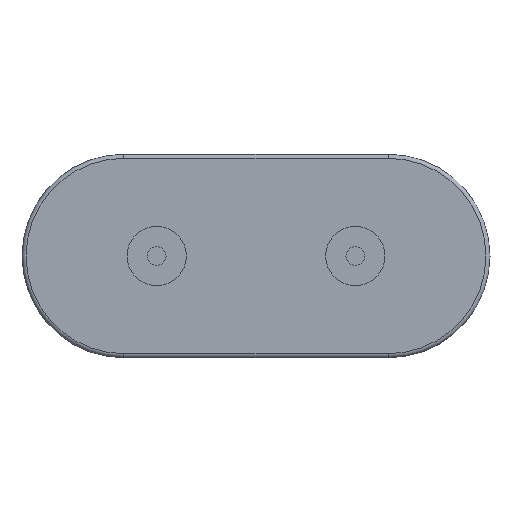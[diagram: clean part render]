
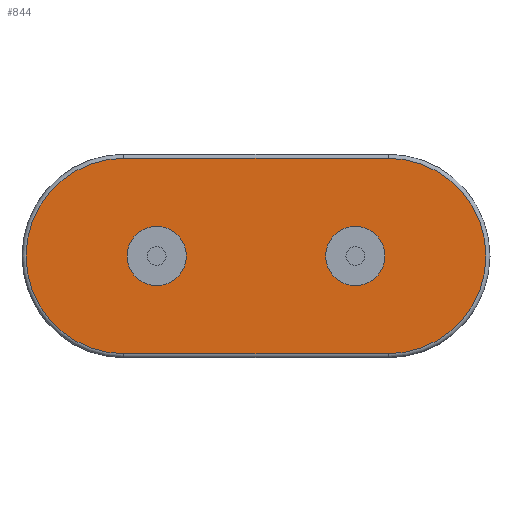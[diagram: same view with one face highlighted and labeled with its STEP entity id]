
A CAD part, front view. The second image highlights one B-rep face of the part: STEP entity #844.
In plain terms, the highlighted planar face has unit normal (0, -1, 0).
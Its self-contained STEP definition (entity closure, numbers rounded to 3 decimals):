
#44 = CARTESIAN_POINT ( 'NONE',  ( 3.25, 0., 0. ) ) ;
#134 = ORIENTED_EDGE ( 'NONE', *, *, #1566, .T. ) ;
#169 = CARTESIAN_POINT ( 'NONE',  ( 3.25, 0., -2.4 ) ) ;
#193 = VERTEX_POINT ( 'NONE', #2480 ) ;
#290 = EDGE_LOOP ( 'NONE', ( #1371, #134, #987, #414 ) ) ;
#399 = DIRECTION ( 'NONE',  ( 1., 0., 0. ) ) ;
#414 = ORIENTED_EDGE ( 'NONE', *, *, #1135, .T. ) ;
#427 = AXIS2_PLACEMENT_3D ( 'NONE', #515, #2040, #758 ) ;
#429 = PLANE ( 'NONE',  #2775 ) ;
#515 = CARTESIAN_POINT ( 'NONE',  ( -3.25, 0., 0. ) ) ;
#582 = EDGE_CURVE ( 'NONE', #671, #2746, #2488, .T. ) ;
#671 = VERTEX_POINT ( 'NONE', #169 ) ;
#758 = DIRECTION ( 'NONE',  ( 0., 0., 1. ) ) ;
#767 = CARTESIAN_POINT ( 'NONE',  ( -3.25, 0., 2.4 ) ) ;
#844 = ADVANCED_FACE ( 'NONE', ( #2672 ), #429, .F. ) ;
#868 = DIRECTION ( 'NONE',  ( 0., 0., 1. ) ) ;
#926 = LINE ( 'NONE', #2085, #1111 ) ;
#987 = ORIENTED_EDGE ( 'NONE', *, *, #2701, .T. ) ;
#1031 = DIRECTION ( 'NONE',  ( -1., 0., 0. ) ) ;
#1074 = CIRCLE ( 'NONE', #427, 2.4 ) ;
#1111 = VECTOR ( 'NONE', #1031, 1000. ) ;
#1135 = EDGE_CURVE ( 'NONE', #193, #671, #1749, .T. ) ;
#1183 = CARTESIAN_POINT ( 'NONE',  ( 3.25, 0., 2.4 ) ) ;
#1371 = ORIENTED_EDGE ( 'NONE', *, *, #582, .T. ) ;
#1413 = VERTEX_POINT ( 'NONE', #767 ) ;
#1549 = DIRECTION ( 'NONE',  ( 0., -1., 0. ) ) ;
#1566 = EDGE_CURVE ( 'NONE', #2746, #1413, #926, .T. ) ;
#1721 = VECTOR ( 'NONE', #399, 1000. ) ;
#1749 = LINE ( 'NONE', #2575, #1721 ) ;
#2040 = DIRECTION ( 'NONE',  ( 0., -1., 0. ) ) ;
#2085 = CARTESIAN_POINT ( 'NONE',  ( -3.25, 0., 2.4 ) ) ;
#2480 = CARTESIAN_POINT ( 'NONE',  ( -3.25, 0., -2.4 ) ) ;
#2488 = CIRCLE ( 'NONE', #2719, 2.4 ) ;
#2532 = CARTESIAN_POINT ( 'NONE',  ( -3.25, 0., 0. ) ) ;
#2575 = CARTESIAN_POINT ( 'NONE',  ( -3.25, 0., -2.4 ) ) ;
#2613 = DIRECTION ( 'NONE',  ( 0., 0., 1. ) ) ;
#2672 = FACE_OUTER_BOUND ( 'NONE', #290, .T. ) ;
#2701 = EDGE_CURVE ( 'NONE', #1413, #193, #1074, .T. ) ;
#2719 = AXIS2_PLACEMENT_3D ( 'NONE', #44, #1549, #2613 ) ;
#2746 = VERTEX_POINT ( 'NONE', #1183 ) ;
#2758 = DIRECTION ( 'NONE',  ( 0., 1., 0. ) ) ;
#2775 = AXIS2_PLACEMENT_3D ( 'NONE', #2532, #2758, #868 ) ;
